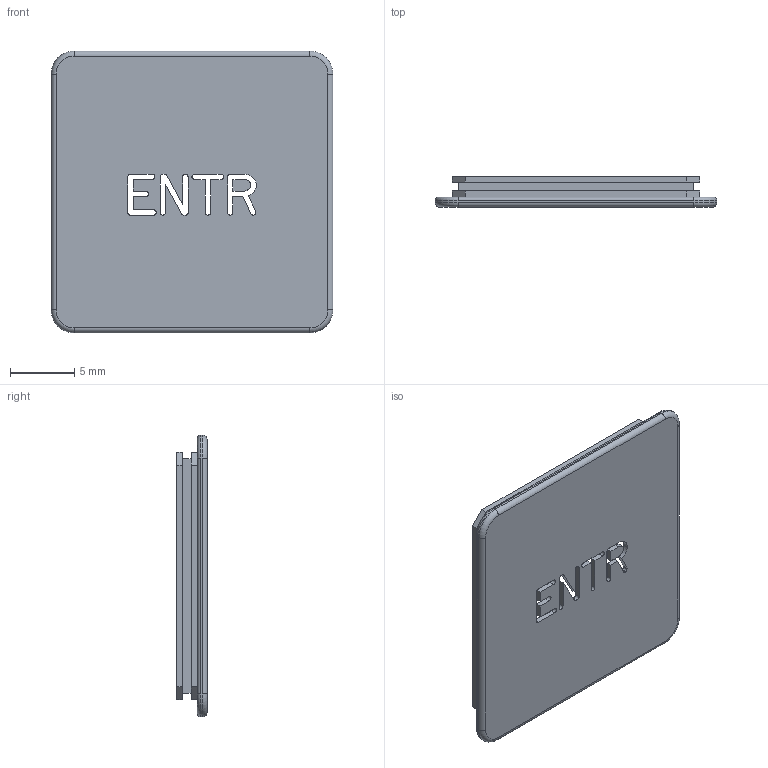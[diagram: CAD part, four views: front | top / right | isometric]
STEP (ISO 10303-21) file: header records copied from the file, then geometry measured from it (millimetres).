
FILE_DESCRIPTION (( 'STEP AP203' ), '1' );
FILE_NAME ('1005022-003.STEP', '2021-03-03T11:57:26', ( '' ), ( '' ), 'SwSTEP 2.0', 'SolidWorks 2019', '' );
FILE_SCHEMA (( 'CONFIG_CONTROL_DESIGN' ));
Length unit declared in the file: inch
Products named in the file (1): 1005022-003
Bounding box: 21.84 x 2.36 x 21.84 mm (x, y, z)
Volume: 761.8 mm3; surface area: 1214.4 mm2
Topology: 2 solids, 2 shells, 125 faces, 321 edges, 202 vertices
Faces by surface type: plane 77, bspline 28, cylinder 12, torus 8
Entity records: 4984 total; most frequent: CARTESIAN_POINT 2037, ORIENTED_EDGE 642, DIRECTION 493, EDGE_CURVE 321, VECTOR 233, LINE 233, VERTEX_POINT 202, EDGE_LOOP 135
